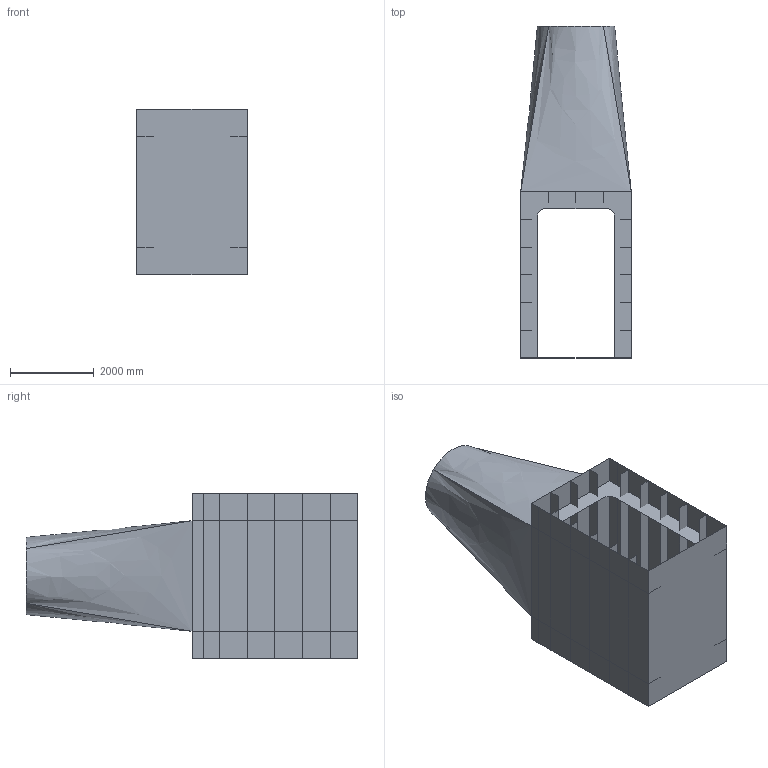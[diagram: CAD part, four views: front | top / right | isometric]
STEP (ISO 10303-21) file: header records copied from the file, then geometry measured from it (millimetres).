
FILE_DESCRIPTION(('FreeCAD Model'),'2;1');
FILE_NAME('Open CASCADE Shape Model','2025-05-05T03:39:00',('FreeCAD'),( 'FreeCAD'),'Open CASCADE STEP processor 7.6','FreeCAD','Unknown');
FILE_SCHEMA(('AUTOMOTIVE_DESIGN { 1 0 10303 214 1 1 1 1 }'));
Length unit declared in the file: millimetre
Products named in the file (1): Open CASCADE STEP translator 7.6 1
Bounding box: 2639.95 x 7919.84 x 3959.92 mm (x, y, z)
Surface area: 107863101.3 mm2 (no closed solid volume)
Topology: 0 solids, 25 shells, 25 faces, 112 edges, 112 vertices
Faces by surface type: bspline 25
Entity records: 1214 total; most frequent: CARTESIAN_POINT 609, ORIENTED_EDGE 112, EDGE_CURVE 112, VERTEX_POINT 112, B_SPLINE_CURVE_WITH_KNOTS 108, SHELL_BASED_SURFACE_MODEL 25, OPEN_SHELL 25, ADVANCED_FACE 25
